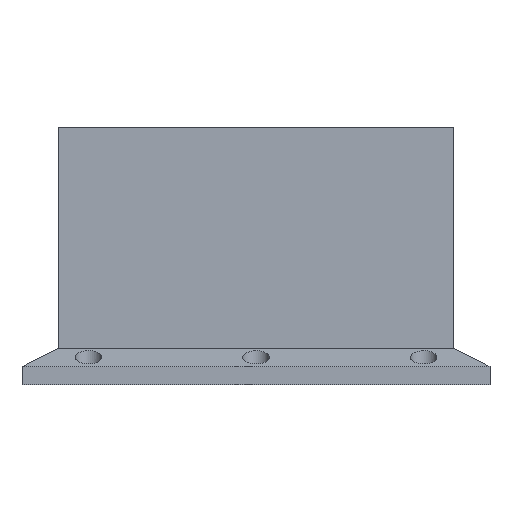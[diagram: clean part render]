
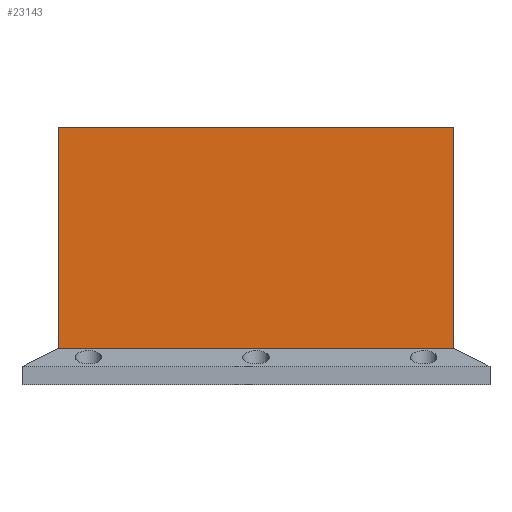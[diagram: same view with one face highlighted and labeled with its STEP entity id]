
A CAD part, left-side view. The second image highlights one B-rep face of the part: STEP entity #23143.
In plain terms, the highlighted planar face has unit normal (-1, 0, 0).
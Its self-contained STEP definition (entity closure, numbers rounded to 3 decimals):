
#2302=LINE('',#27598,#4281);
#2314=LINE('',#27622,#4293);
#3254=LINE('',#36484,#5233);
#3264=LINE('',#36506,#5243);
#4281=VECTOR('',#24507,10.);
#4293=VECTOR('',#24531,10.);
#5233=VECTOR('',#25971,10.);
#5243=VECTOR('',#25997,10.);
#7015=FACE_OUTER_BOUND('',#8380,.T.);
#8380=EDGE_LOOP('',(#18356,#18357,#18358,#18359));
#9143=VERTEX_POINT('',#27584);
#9147=VERTEX_POINT('',#27596);
#9153=VERTEX_POINT('',#27621);
#10242=VERTEX_POINT('',#36482);
#11500=EDGE_CURVE('',#9147,#9143,#2302,.T.);
#11512=EDGE_CURVE('',#9153,#9147,#2314,.T.);
#13144=EDGE_CURVE('',#9143,#10242,#3254,.T.);
#13154=EDGE_CURVE('',#9153,#10242,#3264,.T.);
#18356=ORIENTED_EDGE('',*,*,#11500,.T.);
#18357=ORIENTED_EDGE('',*,*,#13144,.T.);
#18358=ORIENTED_EDGE('',*,*,#13154,.F.);
#18359=ORIENTED_EDGE('',*,*,#11512,.T.);
#22259=PLANE('',#24137);
#23143=ADVANCED_FACE('',(#7015),#22259,.T.);
#24137=AXIS2_PLACEMENT_3D('',#36505,#25995,#25996);
#24507=DIRECTION('',(0.,-1.,0.));
#24531=DIRECTION('',(0.,0.,-1.));
#25971=DIRECTION('',(0.,0.,1.));
#25995=DIRECTION('center_axis',(-1.,0.,0.));
#25996=DIRECTION('ref_axis',(0.,-1.,0.));
#25997=DIRECTION('',(0.,-1.,0.));
#27584=CARTESIAN_POINT('',(-49.,-53.5,0.));
#27596=CARTESIAN_POINT('',(-49.,53.5,0.));
#27598=CARTESIAN_POINT('',(-49.,53.5,0.));
#27621=CARTESIAN_POINT('',(-49.,53.5,60.));
#27622=CARTESIAN_POINT('',(-49.,53.5,0.));
#36482=CARTESIAN_POINT('',(-49.,-53.5,60.));
#36484=CARTESIAN_POINT('',(-49.,-53.5,0.));
#36505=CARTESIAN_POINT('Origin',(-49.,53.5,0.));
#36506=CARTESIAN_POINT('',(-49.,53.5,60.));
